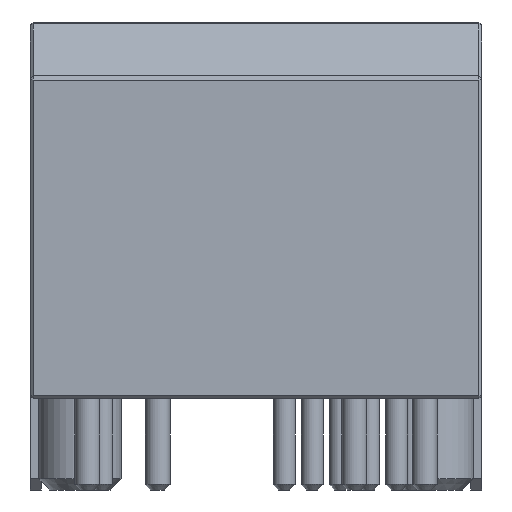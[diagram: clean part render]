
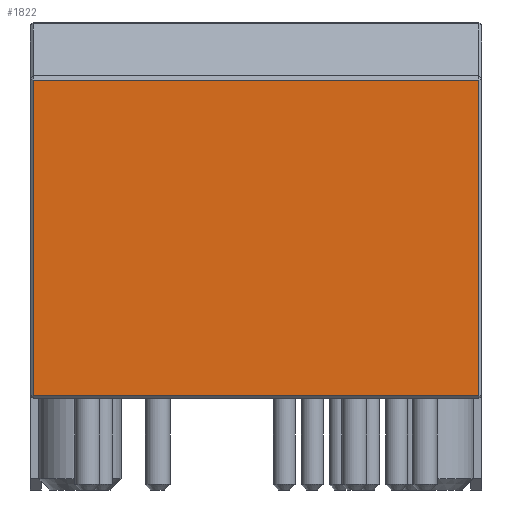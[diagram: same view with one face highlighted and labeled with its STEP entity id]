
A CAD part, left-side view. The second image highlights one B-rep face of the part: STEP entity #1822.
In plain terms, the highlighted planar face has unit normal (-1, 0, 0).
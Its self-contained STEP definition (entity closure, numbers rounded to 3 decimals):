
#166=FACE_OUTER_BOUND('',#290,.T.);
#290=EDGE_LOOP('',(#1387,#1388,#1389,#1390));
#470=LINE('',#2810,#668);
#490=LINE('',#2849,#688);
#491=LINE('',#2851,#689);
#496=LINE('',#2858,#694);
#668=VECTOR('',#2247,10.);
#688=VECTOR('',#2283,10.);
#689=VECTOR('',#2286,10.);
#694=VECTOR('',#2295,10.);
#822=VERTEX_POINT('',#2773);
#831=VERTEX_POINT('',#2802);
#836=VERTEX_POINT('',#2818);
#843=VERTEX_POINT('',#2839);
#1012=EDGE_CURVE('',#831,#822,#470,.T.);
#1032=EDGE_CURVE('',#836,#843,#490,.T.);
#1033=EDGE_CURVE('',#843,#831,#491,.T.);
#1038=EDGE_CURVE('',#822,#836,#496,.T.);
#1387=ORIENTED_EDGE('',*,*,#1032,.F.);
#1388=ORIENTED_EDGE('',*,*,#1038,.F.);
#1389=ORIENTED_EDGE('',*,*,#1012,.F.);
#1390=ORIENTED_EDGE('',*,*,#1033,.F.);
#1707=PLANE('',#1957);
#1822=ADVANCED_FACE('',(#166),#1707,.T.);
#1957=AXIS2_PLACEMENT_3D('',#2874,#2311,#2312);
#2247=DIRECTION('',(0.,1.,0.));
#2283=DIRECTION('',(0.,-1.,0.));
#2286=DIRECTION('',(0.,0.,-1.));
#2295=DIRECTION('',(0.,0.,1.));
#2311=DIRECTION('center_axis',(-1.,0.,0.));
#2312=DIRECTION('ref_axis',(0.,-1.,0.));
#2773=CARTESIAN_POINT('',(-16.385,8.055,0.1));
#2802=CARTESIAN_POINT('',(-16.385,-8.055,0.1));
#2810=CARTESIAN_POINT('',(-16.385,4.078,0.1));
#2818=CARTESIAN_POINT('',(-16.385,8.055,11.51));
#2839=CARTESIAN_POINT('',(-16.385,-8.055,11.51));
#2849=CARTESIAN_POINT('',(-16.385,6.116,11.51));
#2851=CARTESIAN_POINT('',(-16.385,-8.055,0.));
#2858=CARTESIAN_POINT('',(-16.385,8.055,0.));
#2874=CARTESIAN_POINT('Origin',(-16.385,8.155,0.));
